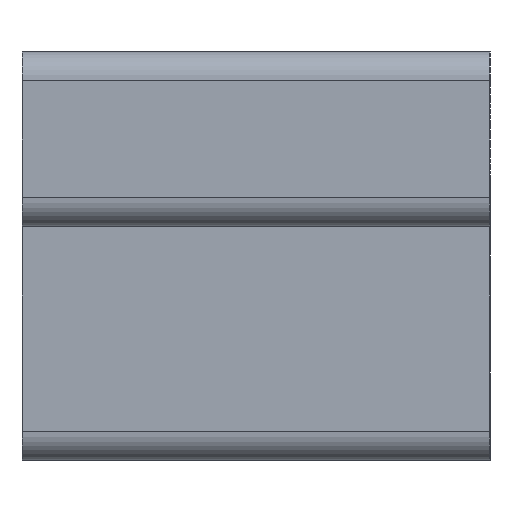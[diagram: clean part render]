
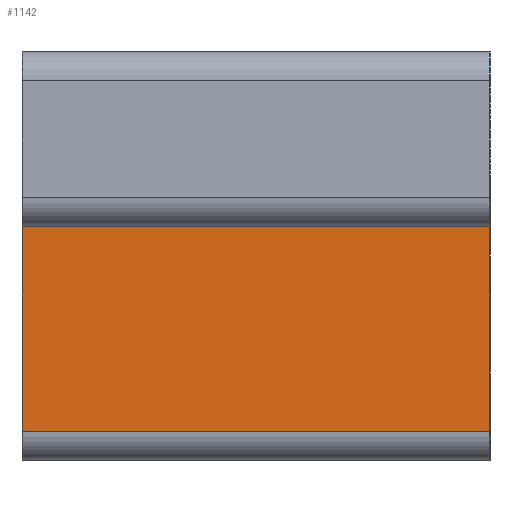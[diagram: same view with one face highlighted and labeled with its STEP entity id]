
A CAD part, left-side view. The second image highlights one B-rep face of the part: STEP entity #1142.
In plain terms, the highlighted planar face has unit normal (-1, 0, 0).
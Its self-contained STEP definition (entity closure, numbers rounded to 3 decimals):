
#40=PLANE('',#1236);
#99=FACE_OUTER_BOUND('',#162,.T.);
#162=EDGE_LOOP('',(#1029,#1030,#1031,#1032));
#288=LINE('',#2350,#372);
#307=LINE('',#2412,#391);
#330=LINE('',#4174,#414);
#335=LINE('',#4184,#419);
#372=VECTOR('',#1352,10.);
#391=VECTOR('',#1401,10.);
#414=VECTOR('',#1458,10.);
#419=VECTOR('',#1471,10.);
#489=VERTEX_POINT('',#2347);
#490=VERTEX_POINT('',#2349);
#517=VERTEX_POINT('',#2409);
#518=VERTEX_POINT('',#2411);
#630=EDGE_CURVE('',#489,#490,#288,.T.);
#661=EDGE_CURVE('',#517,#518,#307,.T.);
#698=EDGE_CURVE('',#489,#518,#330,.T.);
#704=EDGE_CURVE('',#490,#517,#335,.T.);
#1029=ORIENTED_EDGE('',*,*,#630,.F.);
#1030=ORIENTED_EDGE('',*,*,#698,.T.);
#1031=ORIENTED_EDGE('',*,*,#661,.F.);
#1032=ORIENTED_EDGE('',*,*,#704,.F.);
#1142=ADVANCED_FACE('',(#99),#40,.F.);
#1236=AXIS2_PLACEMENT_3D('',#4188,#1477,#1478);
#1352=DIRECTION('',(0.,0.,-1.));
#1401=DIRECTION('',(0.,0.,1.));
#1458=DIRECTION('',(0.,1.,0.));
#1471=DIRECTION('',(0.,1.,0.));
#1477=DIRECTION('center_axis',(1.,0.,0.));
#1478=DIRECTION('ref_axis',(0.,0.,-1.));
#2347=CARTESIAN_POINT('',(11.,0.,8.));
#2349=CARTESIAN_POINT('',(11.,0.,1.));
#2350=CARTESIAN_POINT('',(11.,0.,2.5));
#2409=CARTESIAN_POINT('',(11.,16.,1.));
#2411=CARTESIAN_POINT('',(11.,16.,8.));
#2412=CARTESIAN_POINT('',(11.,16.,2.5));
#4174=CARTESIAN_POINT('',(11.,0.,8.));
#4184=CARTESIAN_POINT('',(11.,4.,1.));
#4188=CARTESIAN_POINT('Origin',(11.,0.,5.));
